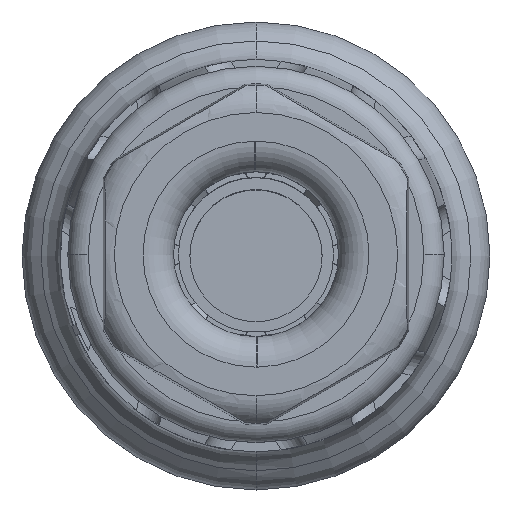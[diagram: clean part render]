
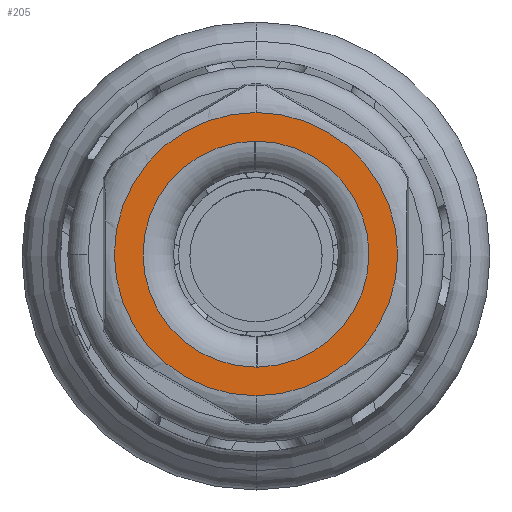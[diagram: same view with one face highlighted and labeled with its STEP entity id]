
A CAD part, top view. The second image highlights one B-rep face of the part: STEP entity #205.
In plain terms, the highlighted planar face has unit normal (0, 0, 1).
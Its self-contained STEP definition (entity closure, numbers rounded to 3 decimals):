
#205=ADVANCED_FACE('',(#4411,#4412),#4413,.T.);
#4411=FACE_OUTER_BOUND('',#13228,.T.);
#4412=FACE_BOUND('',#13229,.T.);
#4413=PLANE('',#13230);
#13228=EDGE_LOOP('',(#25233,#25234));
#13229=EDGE_LOOP('',(#25235,#25236,#25237,#25238));
#13230=AXIS2_PLACEMENT_3D('',#25239,#25240,#25241);
#25233=ORIENTED_EDGE('',*,*,#59084,.T.);
#25234=ORIENTED_EDGE('',*,*,#59085,.T.);
#25235=ORIENTED_EDGE('',*,*,#59086,.T.);
#25236=ORIENTED_EDGE('',*,*,#58228,.T.);
#25237=ORIENTED_EDGE('',*,*,#59083,.T.);
#25238=ORIENTED_EDGE('',*,*,#58373,.T.);
#25239=CARTESIAN_POINT('',(0.0,0.0,17.076));
#25240=DIRECTION('',(0.0,0.0,1.0));
#25241=DIRECTION('',(1.0,0.0,0.0));
#58228=EDGE_CURVE('',#69668,#69666,#69669,.T.);
#58373=EDGE_CURVE('',#69945,#69943,#69946,.T.);
#59083=EDGE_CURVE('',#69666,#69945,#71265,.T.);
#59084=EDGE_CURVE('',#71266,#71267,#71268,.T.);
#59085=EDGE_CURVE('',#71267,#71266,#71269,.T.);
#59086=EDGE_CURVE('',#69943,#69668,#71270,.T.);
#69666=VERTEX_POINT('',#88913);
#69668=VERTEX_POINT('',#88915);
#69669=CIRCLE('',#88916,11.105);
#69943=VERTEX_POINT('',#90300);
#69945=VERTEX_POINT('',#90302);
#69946=CIRCLE('',#90303,11.105);
#71265=CIRCLE('',#93046,11.105);
#71266=VERTEX_POINT('',#93047);
#71267=VERTEX_POINT('',#93048);
#71268=CIRCLE('',#93049,13.922);
#71269=CIRCLE('',#93050,13.922);
#71270=CIRCLE('',#93051,11.105);
#88913=CARTESIAN_POINT('',(0.0,-11.105,17.076));
#88915=CARTESIAN_POINT('',(0.165,-11.104,17.076));
#88916=AXIS2_PLACEMENT_3D('',#128613,#128614,#128615);
#90300=CARTESIAN_POINT('',(0.0,11.105,17.076));
#90302=CARTESIAN_POINT('',(-0.165,11.104,17.076));
#90303=AXIS2_PLACEMENT_3D('',#128771,#128772,#128773);
#93046=AXIS2_PLACEMENT_3D('',#129595,#129596,#129597);
#93047=CARTESIAN_POINT('',(0.0,-13.922,17.076));
#93048=CARTESIAN_POINT('',(0.0,13.922,17.076));
#93049=AXIS2_PLACEMENT_3D('',#129598,#129599,#129600);
#93050=AXIS2_PLACEMENT_3D('',#129601,#129602,#129603);
#93051=AXIS2_PLACEMENT_3D('',#129604,#129605,#129606);
#128613=CARTESIAN_POINT('',(0.0,0.0,17.076));
#128614=DIRECTION('',(0.0,0.0,-1.0));
#128615=DIRECTION('',(0.0,1.0,0.0));
#128771=CARTESIAN_POINT('',(0.0,0.0,17.076));
#128772=DIRECTION('',(0.0,0.0,-1.0));
#128773=DIRECTION('',(0.0,-1.0,0.0));
#129595=CARTESIAN_POINT('',(0.0,0.0,17.076));
#129596=DIRECTION('',(0.0,0.0,-1.0));
#129597=DIRECTION('',(0.0,-1.0,0.0));
#129598=CARTESIAN_POINT('',(0.0,0.0,17.076));
#129599=DIRECTION('',(0.0,0.0,1.0));
#129600=DIRECTION('',(0.0,-1.0,0.0));
#129601=CARTESIAN_POINT('',(0.0,0.0,17.076));
#129602=DIRECTION('',(0.0,-0.0,1.0));
#129603=DIRECTION('',(0.0,1.0,0.0));
#129604=CARTESIAN_POINT('',(0.0,0.0,17.076));
#129605=DIRECTION('',(0.0,0.0,-1.0));
#129606=DIRECTION('',(0.0,1.0,0.0));
